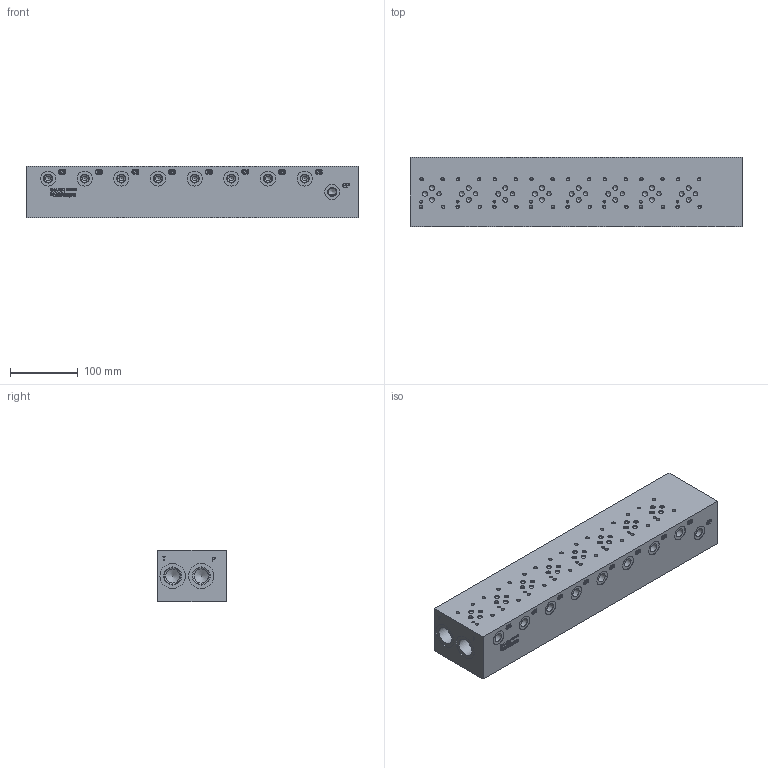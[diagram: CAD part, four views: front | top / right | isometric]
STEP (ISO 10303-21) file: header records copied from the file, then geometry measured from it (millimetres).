
FILE_DESCRIPTION(/* description */ (''),/* implementation_level */ '2;1');
FILE_NAME(/* name */ '_D03PB082B.stp',/* time_stamp */ '2021-01-22T16:07:48-05:00',/* author */ ('devonn'),/* organization */ (''),/* preprocessor_version */ 'ST-DEVELOPER v17',/* originating_system */ 'Autodesk Inventor 2019',/* authorisation */ '');
FILE_SCHEMA (('AUTOMOTIVE_DESIGN { 1 0 10303 214 3 1 1 }'));
Products named in the file (1): Part_AD03PB082B_3D
Bounding box: 488.95 x 101.6 x 76.2 mm (x, y, z)
Volume: 3472610.1 mm3; surface area: 258833 mm2
Topology: 1 solids, 1 shells, 2009 faces, 5524 edges, 3774 vertices
Faces by surface type: plane 966, bspline 619, cylinder 271, cone 153
Full cylindrical faces by diameter (mm): 3.962 x8, 4.216 x32, 5.004 x32, 6.35 x8, 7.137 x40, 8.509 x6, 10.008 x6, 11.684 x17, 13.259 x17, 17.475 x16, 18.923 x16, 20.625 x4, 21.057 x16, 22.123 x17, 24.409 x6, 26.543 x6, 30.683 x16, 37.109 x6, 42.875 x2
Entity records: 68407 total; most frequent: CARTESIAN_POINT 19264, ORIENTED_EDGE 10814, DIRECTION 7955, EDGE_CURVE 5407, VERTEX_POINT 3774, LINE 3161, VECTOR 3161, AXIS2_PLACEMENT_3D 2397
